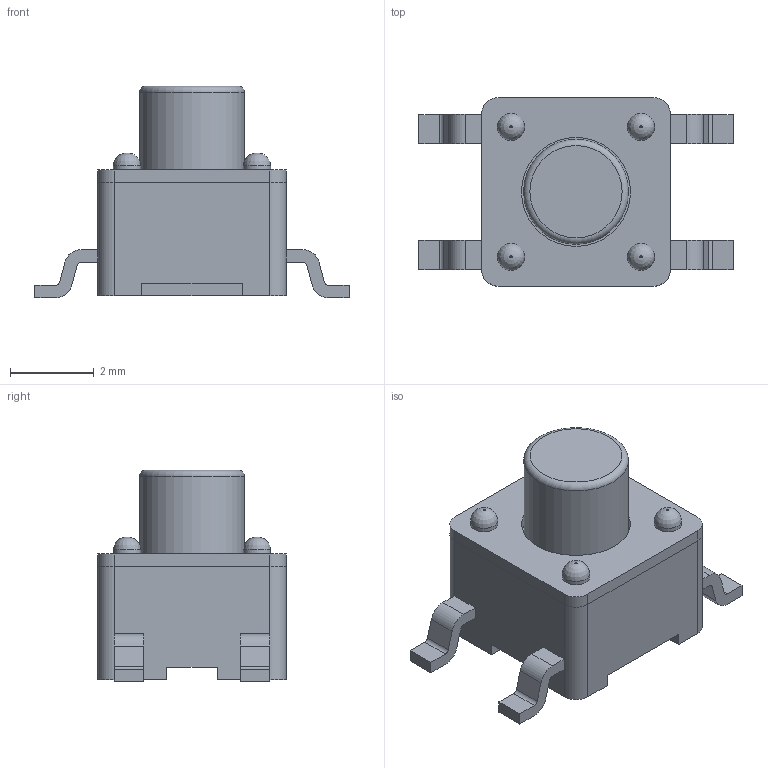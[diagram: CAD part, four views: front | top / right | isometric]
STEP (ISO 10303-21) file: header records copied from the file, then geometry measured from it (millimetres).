
FILE_DESCRIPTION(/* description */ ('model of SW_SPST_TL3305B'),/* implementation_level */ '2;1');
FILE_NAME(/* name */ 'SW_SPST_TL3305B.step',/* time_stamp */ '1970-01-01T00:00:00',/* author */ ('KiCAD','kicad'),/* organization */ ('OCCT'),/* preprocessor_version */ '',/* originating_system */ 'KiCAD',/* authorisation */ '');
FILE_SCHEMA(('AUTOMOTIVE_DESIGN { 1 0 10303 214 1 1 1 1 }'));
Length unit declared in the file: millimetre
Products named in the file (1): SW_SPST_TL3305B
Bounding box: 7.5 x 4.5 x 5.05 mm (x, y, z)
Volume: 69.8 mm3; surface area: 133.1 mm2
Topology: 1 solids, 1 shells, 99 faces, 252 edges, 161 vertices
Faces by surface type: plane 64, cylinder 30, revolution 4, torus 1
Full cylindrical faces by diameter (mm): 0.65 x4, 2.5 x1, 2.6 x1
Entity records: 2117 total; most frequent: ORIENTED_EDGE 404, CARTESIAN_POINT 295, EDGE_CURVE 252, LINE 178, VERTEX_POINT 161, AXIS2_PLACEMENT_3D 150, FACE_BOUND 105, EDGE_LOOP 105
